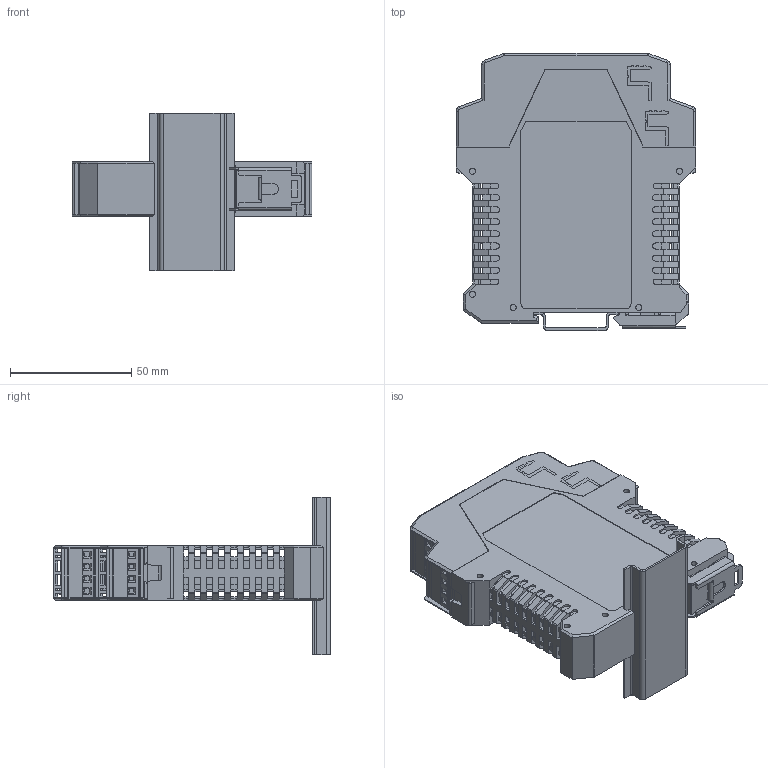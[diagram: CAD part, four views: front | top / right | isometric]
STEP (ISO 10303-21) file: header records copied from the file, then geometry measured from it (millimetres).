
FILE_DESCRIPTION((''),'2;1');
FILE_NAME('161216.1.stp','2016-12-22T15:32:20',(''),(''),'Mechanical Desktop 2009','Mechanical Desktop 2009',', , ');
FILE_SCHEMA(('CONFIG_CONTROL_DESIGN'));
Length unit declared in the file: millimetre
Products named in the file (32): E1612161; 0073F3XX00; E1605272; E1605272A; 0073B01400; 5ESDT-04P; TEIL1; TEIL2; TEIL3; TEIL4; TEIL5; TEIL6; TEIL7; TEIL8; TEIL9; 5EH-4PR; 5EH-4PL; TEIL10; BOARD; J4; ~5EH-4PR; J1; ~5EH-4PL; J2; J3; FREE-MODELS; 7499021125; SHIELDING; INSULATOR; INSULATOR_2; TRAGSCHIENE_NS35; TRAGSCHIENE_NS35A
Assembly tree (40 placements, depth 4):
  E1612161
    0073F3XX00
    E1605272
      E1605272A
    0073B01400
    5ESDT-04P  x4
      TEIL1
      TEIL2
      TEIL3
      TEIL4
      TEIL5
      TEIL6
      TEIL7
      TEIL8
      TEIL9
    5EH-4PR  x2
    5EH-4PL
    TEIL10  x3
    BOARD
    J4
      ~5EH-4PR
    J1
      ~5EH-4PL
    J2
      ~5EH-4PL
    J3
      ~5EH-4PR
    FREE-MODELS
      7499021125
        SHIELDING
        INSULATOR
        INSULATOR_2  x2
    TRAGSCHIENE_NS35
      TRAGSCHIENE_NS35A
Bounding box: 99 x 114.5 x 65 mm (x, y, z)
Volume: 83414.1 mm3; surface area: 118350.2 mm2
Topology: 55 solids, 55 shells, 6820 faces, 18532 edges, 11925 vertices
Faces by surface type: plane 4932, cylinder 1402, cone 256, bspline 146, torus 68, sphere 16
Entity records: 144796 total; most frequent: CARTESIAN_POINT 30264, ORIENTED_EDGE 24634, DIRECTION 22458, EDGE_CURVE 12317, VECTOR 9768, LINE 9768, VERTEX_POINT 7945, AXIS2_PLACEMENT_3D 6345
